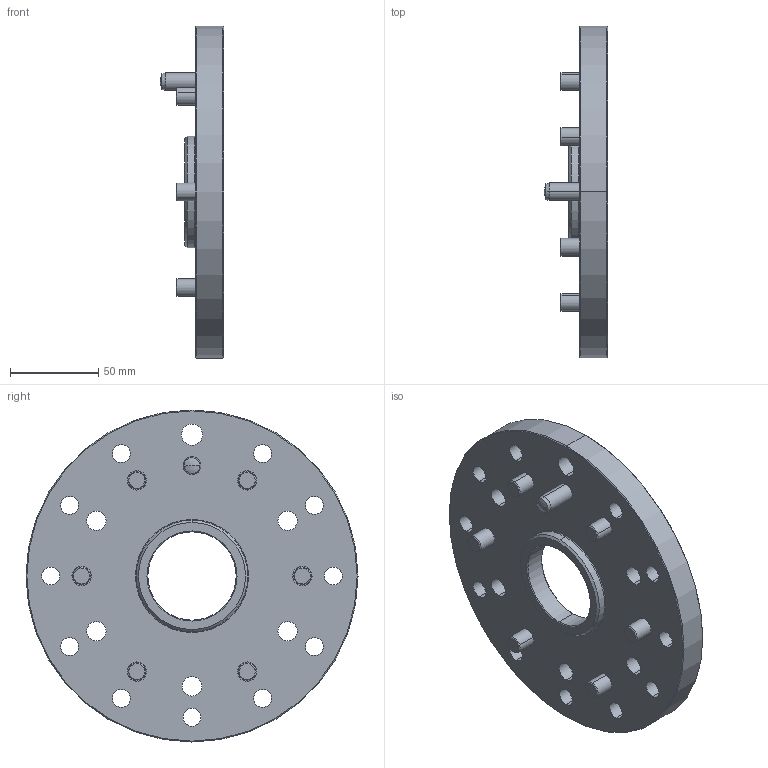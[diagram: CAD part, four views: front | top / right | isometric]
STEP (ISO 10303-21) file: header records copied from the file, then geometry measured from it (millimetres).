
FILE_DESCRIPTION (( 'STEP AP214' ), '1' );
FILE_NAME ('P6430.STEP', '2021-08-17T11:21:36', ( '' ), ( '' ), 'SwSTEP 2.0', 'SolidWorks 2019', '' );
FILE_SCHEMA (( 'AUTOMOTIVE_DESIGN' ));
Length unit declared in the file: millimetre
Products named in the file (1): P6430
Bounding box: 36 x 188 x 188 mm (x, y, z)
Volume: 331064.4 mm3; surface area: 86973 mm2
Topology: 8 solids, 8 shells, 232 faces, 526 edges, 334 vertices
Faces by surface type: cylinder 108, plane 76, cone 32, torus 14, sphere 2
Entity records: 9305 total; most frequent: DIRECTION 1266, CARTESIAN_POINT 1091, ORIENTED_EDGE 1048, EDGE_CURVE 524, AXIS2_PLACEMENT_3D 509, VERTEX_POINT 334, EDGE_LOOP 308, CIRCLE 276
